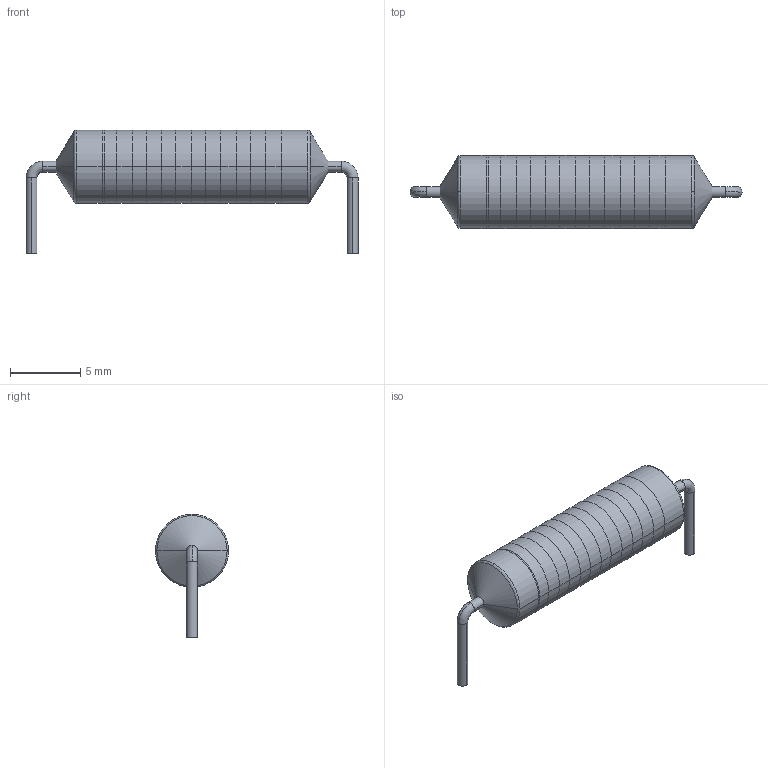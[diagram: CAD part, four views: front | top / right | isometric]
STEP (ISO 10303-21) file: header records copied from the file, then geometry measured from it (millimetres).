
FILE_DESCRIPTION((''),'2;1');
FILE_NAME('RES2286-1670X520.stp','2010-05-18T09:58:30',(''),(''),'Mechanical Desktop 2010','Mechanical Desktop 2010',', , ');
FILE_SCHEMA(('AUTOMOTIVE_DESIGN { 1 2 10303 214 1 1 1 1 }'));
Length unit declared in the file: millimetre
Products named in the file (1): Product
Bounding box: 23.64 x 5.2 x 8.8 mm (x, y, z)
Volume: 386.4 mm3; surface area: 914.9 mm2
Topology: 16 solids, 16 shells, 80 faces, 144 edges, 96 vertices
Faces by surface type: cylinder 30, plane 28, bspline 16, torus 4, cone 2
Entity records: 2341 total; most frequent: CARTESIAN_POINT 645, DIRECTION 378, ORIENTED_EDGE 288, AXIS2_PLACEMENT_3D 169, EDGE_CURVE 144, CIRCLE 104, VERTEX_POINT 96, EDGE_LOOP 80
